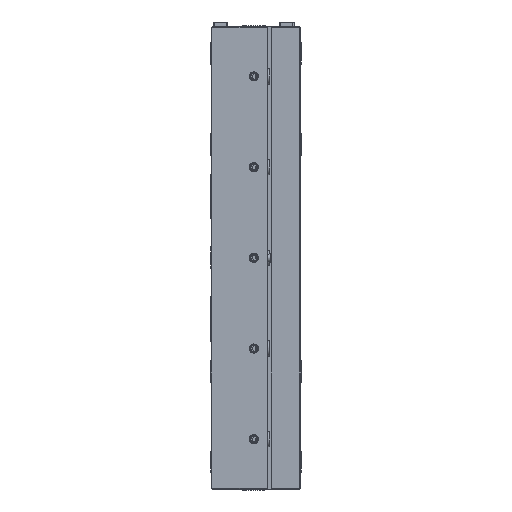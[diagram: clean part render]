
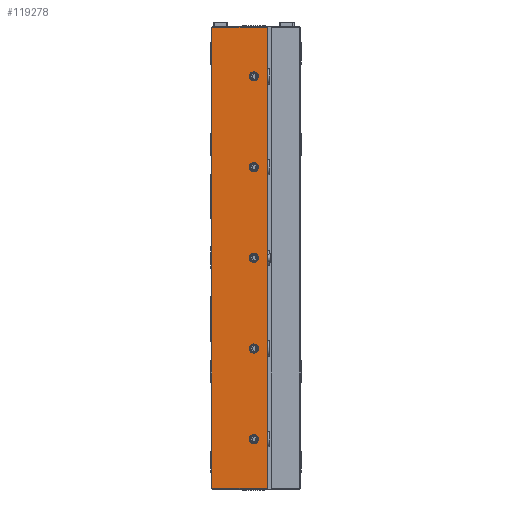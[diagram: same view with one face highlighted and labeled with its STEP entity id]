
A CAD part, left-side view. The second image highlights one B-rep face of the part: STEP entity #119278.
In plain terms, the highlighted face is planar.
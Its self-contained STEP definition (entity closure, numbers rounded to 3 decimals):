
#148 = DIRECTION ( 'NONE',  ( 0., 0., -1. ) ) ;
#357 = ORIENTED_EDGE ( 'NONE', *, *, #71674, .T. ) ;
#1412 = EDGE_LOOP ( 'NONE', ( #82732, #20301 ) ) ;
#1622 = CARTESIAN_POINT ( 'NONE',  ( 75., 0., -127.5 ) ) ;
#2144 = CARTESIAN_POINT ( 'NONE',  ( 75., 23.8, -2.525 ) ) ;
#2474 = DIRECTION ( 'NONE',  ( 0., 0., -1. ) ) ;
#3211 = DIRECTION ( 'NONE',  ( 0., 0., -1. ) ) ;
#3793 = ORIENTED_EDGE ( 'NONE', *, *, #23248, .F. ) ;
#6012 = VERTEX_POINT ( 'NONE', #2144 ) ;
#6620 = EDGE_CURVE ( 'NONE', #112631, #101413, #45000, .T. ) ;
#7507 = DIRECTION ( 'NONE',  ( 1., 0., 0. ) ) ;
#8047 = ORIENTED_EDGE ( 'NONE', *, *, #78344, .F. ) ;
#8579 = DIRECTION ( 'NONE',  ( 0., -1., 0. ) ) ;
#9561 = ORIENTED_EDGE ( 'NONE', *, *, #6620, .T. ) ;
#10441 = ORIENTED_EDGE ( 'NONE', *, *, #124498, .F. ) ;
#11017 = CARTESIAN_POINT ( 'NONE',  ( 75., 23.8, -102.525 ) ) ;
#12044 = CARTESIAN_POINT ( 'NONE',  ( 75., 23.8, 97.475 ) ) ;
#13256 = EDGE_CURVE ( 'NONE', #74071, #44924, #126379, .T. ) ;
#13822 = ORIENTED_EDGE ( 'NONE', *, *, #15235, .F. ) ;
#14020 = CIRCLE ( 'NONE', #77879, 2.525 ) ;
#14171 = AXIS2_PLACEMENT_3D ( 'NONE', #61264, #21168, #52888 ) ;
#14926 = CIRCLE ( 'NONE', #73989, 2.525 ) ;
#15235 = EDGE_CURVE ( 'NONE', #73477, #126806, #28420, .T. ) ;
#16158 = CARTESIAN_POINT ( 'NONE',  ( 75., 23.8, 52.525 ) ) ;
#17736 = DIRECTION ( 'NONE',  ( 1., 0., 0. ) ) ;
#17896 = VERTEX_POINT ( 'NONE', #57046 ) ;
#18019 = ORIENTED_EDGE ( 'NONE', *, *, #84648, .T. ) ;
#18389 = CARTESIAN_POINT ( 'NONE',  ( 75., 0.5, 127. ) ) ;
#18580 = CARTESIAN_POINT ( 'NONE',  ( 75., 23.8, 100. ) ) ;
#18780 = AXIS2_PLACEMENT_3D ( 'NONE', #57688, #7507, #87439 ) ;
#19459 = DIRECTION ( 'NONE',  ( 1., 0., 0. ) ) ;
#20301 = ORIENTED_EDGE ( 'NONE', *, *, #117241, .F. ) ;
#20575 = VERTEX_POINT ( 'NONE', #124537 ) ;
#21168 = DIRECTION ( 'NONE',  ( 1., 0., 0. ) ) ;
#21246 = DIRECTION ( 'NONE',  ( 0., 0., -1. ) ) ;
#23248 = EDGE_CURVE ( 'NONE', #17896, #37415, #61949, .T. ) ;
#25659 = AXIS2_PLACEMENT_3D ( 'NONE', #46918, #116905, #95903 ) ;
#25711 = EDGE_LOOP ( 'NONE', ( #3793, #93757 ) ) ;
#27377 = EDGE_CURVE ( 'NONE', #126806, #73477, #14020, .T. ) ;
#28420 = CIRCLE ( 'NONE', #41988, 2.525 ) ;
#29800 = CIRCLE ( 'NONE', #18780, 2.525 ) ;
#30491 = CARTESIAN_POINT ( 'NONE',  ( 75., 0.5, -127.5 ) ) ;
#31363 = EDGE_CURVE ( 'NONE', #101413, #20575, #32054, .T. ) ;
#32054 = LINE ( 'NONE', #108980, #91682 ) ;
#33022 = AXIS2_PLACEMENT_3D ( 'NONE', #123076, #93298, #2474 ) ;
#37415 = VERTEX_POINT ( 'NONE', #70789 ) ;
#37920 = FACE_BOUND ( 'NONE', #25711, .T. ) ;
#40227 = VECTOR ( 'NONE', #148, 1000. ) ;
#41157 = FACE_OUTER_BOUND ( 'NONE', #60761, .T. ) ;
#41789 = LINE ( 'NONE', #87996, #49500 ) ;
#41988 = AXIS2_PLACEMENT_3D ( 'NONE', #112797, #19459, #3211 ) ;
#42575 = PLANE ( 'NONE',  #126545 ) ;
#44848 = CARTESIAN_POINT ( 'NONE',  ( 75., 23.8, 47.475 ) ) ;
#44924 = VERTEX_POINT ( 'NONE', #118982 ) ;
#45000 = LINE ( 'NONE', #30491, #40227 ) ;
#45581 = CARTESIAN_POINT ( 'NONE',  ( 75., 23.8, 102.525 ) ) ;
#46918 = CARTESIAN_POINT ( 'NONE',  ( 75., 23.8, -50. ) ) ;
#49010 = FACE_BOUND ( 'NONE', #1412, .T. ) ;
#49500 = VECTOR ( 'NONE', #86271, 1000. ) ;
#51170 = EDGE_CURVE ( 'NONE', #37415, #17896, #90046, .T. ) ;
#52712 = DIRECTION ( 'NONE',  ( 1., 0., 0. ) ) ;
#52888 = DIRECTION ( 'NONE',  ( 0., 0., -1. ) ) ;
#57046 = CARTESIAN_POINT ( 'NONE',  ( 75., 23.8, -52.525 ) ) ;
#57688 = CARTESIAN_POINT ( 'NONE',  ( 75., 23.8, 50. ) ) ;
#60761 = EDGE_LOOP ( 'NONE', ( #357, #18019, #9561, #100721 ) ) ;
#61264 = CARTESIAN_POINT ( 'NONE',  ( 75., 23.8, 0. ) ) ;
#61324 = CARTESIAN_POINT ( 'NONE',  ( 75., 23.8, -50. ) ) ;
#61437 = AXIS2_PLACEMENT_3D ( 'NONE', #61324, #81362, #21246 ) ;
#61865 = DIRECTION ( 'NONE',  ( 0., 1., 0. ) ) ;
#61949 = CIRCLE ( 'NONE', #61437, 2.525 ) ;
#63505 = AXIS2_PLACEMENT_3D ( 'NONE', #92236, #121577, #90974 ) ;
#64797 = LINE ( 'NONE', #89809, #88272 ) ;
#65825 = EDGE_CURVE ( 'NONE', #87445, #6012, #88632, .T. ) ;
#66137 = DIRECTION ( 'NONE',  ( 1., 0., 0. ) ) ;
#66761 = VERTEX_POINT ( 'NONE', #71915 ) ;
#67340 = DIRECTION ( 'NONE',  ( 1., 0., 0. ) ) ;
#70789 = CARTESIAN_POINT ( 'NONE',  ( 75., 23.8, -47.475 ) ) ;
#70998 = FACE_BOUND ( 'NONE', #123071, .T. ) ;
#71674 = EDGE_CURVE ( 'NONE', #20575, #66761, #41789, .T. ) ;
#71915 = CARTESIAN_POINT ( 'NONE',  ( 75., 31.3, 127. ) ) ;
#73477 = VERTEX_POINT ( 'NONE', #12044 ) ;
#73989 = AXIS2_PLACEMENT_3D ( 'NONE', #124735, #66137, #127334 ) ;
#74071 = VERTEX_POINT ( 'NONE', #11017 ) ;
#75120 = VERTEX_POINT ( 'NONE', #16158 ) ;
#75474 = ORIENTED_EDGE ( 'NONE', *, *, #27377, .F. ) ;
#76334 = EDGE_LOOP ( 'NONE', ( #10441, #8047 ) ) ;
#77543 = CARTESIAN_POINT ( 'NONE',  ( 75., 0.5, -127. ) ) ;
#77824 = CARTESIAN_POINT ( 'NONE',  ( 75., 23.8, 0. ) ) ;
#77879 = AXIS2_PLACEMENT_3D ( 'NONE', #18580, #17736, #117701 ) ;
#78344 = EDGE_CURVE ( 'NONE', #75120, #103444, #14926, .T. ) ;
#81362 = DIRECTION ( 'NONE',  ( 1., 0., 0. ) ) ;
#81890 = FACE_BOUND ( 'NONE', #100718, .T. ) ;
#82732 = ORIENTED_EDGE ( 'NONE', *, *, #13256, .F. ) ;
#84648 = EDGE_CURVE ( 'NONE', #66761, #112631, #64797, .T. ) ;
#85358 = CIRCLE ( 'NONE', #33022, 2.525 ) ;
#86271 = DIRECTION ( 'NONE',  ( 0., 0., 1. ) ) ;
#86912 = CARTESIAN_POINT ( 'NONE',  ( 75., 23.8, 2.525 ) ) ;
#87439 = DIRECTION ( 'NONE',  ( 0., 0., -1. ) ) ;
#87445 = VERTEX_POINT ( 'NONE', #86912 ) ;
#87996 = CARTESIAN_POINT ( 'NONE',  ( 75., 31.3, -127.5 ) ) ;
#88272 = VECTOR ( 'NONE', #8579, 1000. ) ;
#88632 = CIRCLE ( 'NONE', #94034, 2.525 ) ;
#89809 = CARTESIAN_POINT ( 'NONE',  ( 75., 0.5, 127. ) ) ;
#90046 = CIRCLE ( 'NONE', #25659, 2.525 ) ;
#90439 = EDGE_CURVE ( 'NONE', #6012, #87445, #113995, .T. ) ;
#90974 = DIRECTION ( 'NONE',  ( 0., 0., -1. ) ) ;
#91682 = VECTOR ( 'NONE', #61865, 1000. ) ;
#92236 = CARTESIAN_POINT ( 'NONE',  ( 75., 23.8, -100. ) ) ;
#93298 = DIRECTION ( 'NONE',  ( 1., 0., 0. ) ) ;
#93757 = ORIENTED_EDGE ( 'NONE', *, *, #51170, .F. ) ;
#94034 = AXIS2_PLACEMENT_3D ( 'NONE', #77824, #67340, #126388 ) ;
#95903 = DIRECTION ( 'NONE',  ( 0., 0., -1. ) ) ;
#100718 = EDGE_LOOP ( 'NONE', ( #125947, #120516 ) ) ;
#100721 = ORIENTED_EDGE ( 'NONE', *, *, #31363, .T. ) ;
#101413 = VERTEX_POINT ( 'NONE', #77543 ) ;
#103444 = VERTEX_POINT ( 'NONE', #44848 ) ;
#108980 = CARTESIAN_POINT ( 'NONE',  ( 75., 0., -127. ) ) ;
#112631 = VERTEX_POINT ( 'NONE', #18389 ) ;
#112797 = CARTESIAN_POINT ( 'NONE',  ( 75., 23.8, 100. ) ) ;
#113995 = CIRCLE ( 'NONE', #14171, 2.525 ) ;
#116905 = DIRECTION ( 'NONE',  ( 1., 0., 0. ) ) ;
#117241 = EDGE_CURVE ( 'NONE', #44924, #74071, #85358, .T. ) ;
#117701 = DIRECTION ( 'NONE',  ( 0., 0., -1. ) ) ;
#118982 = CARTESIAN_POINT ( 'NONE',  ( 75., 23.8, -97.475 ) ) ;
#119278 = ADVANCED_FACE ( 'NONE', ( #49010, #37920, #81890, #125683, #70998, #41157 ), #42575, .T. ) ;
#120516 = ORIENTED_EDGE ( 'NONE', *, *, #65825, .F. ) ;
#121577 = DIRECTION ( 'NONE',  ( 1., 0., 0. ) ) ;
#122259 = DIRECTION ( 'NONE',  ( 0., 1., 0. ) ) ;
#123071 = EDGE_LOOP ( 'NONE', ( #13822, #75474 ) ) ;
#123076 = CARTESIAN_POINT ( 'NONE',  ( 75., 23.8, -100. ) ) ;
#124498 = EDGE_CURVE ( 'NONE', #103444, #75120, #29800, .T. ) ;
#124537 = CARTESIAN_POINT ( 'NONE',  ( 75., 31.3, -127. ) ) ;
#124735 = CARTESIAN_POINT ( 'NONE',  ( 75., 23.8, 50. ) ) ;
#125683 = FACE_BOUND ( 'NONE', #76334, .T. ) ;
#125947 = ORIENTED_EDGE ( 'NONE', *, *, #90439, .F. ) ;
#126379 = CIRCLE ( 'NONE', #63505, 2.525 ) ;
#126388 = DIRECTION ( 'NONE',  ( 0., 0., -1. ) ) ;
#126545 = AXIS2_PLACEMENT_3D ( 'NONE', #1622, #52712, #122259 ) ;
#126806 = VERTEX_POINT ( 'NONE', #45581 ) ;
#127334 = DIRECTION ( 'NONE',  ( 0., 0., -1. ) ) ;
